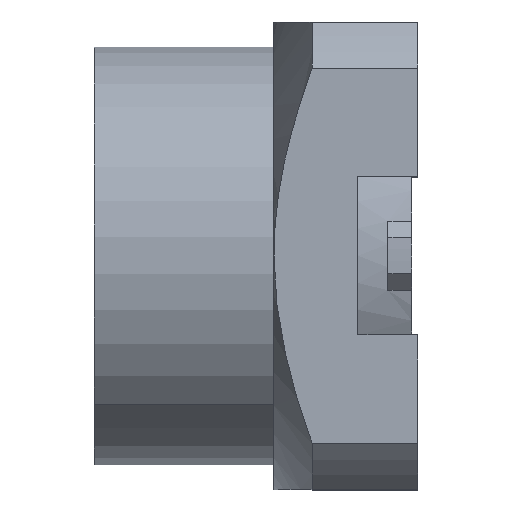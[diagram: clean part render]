
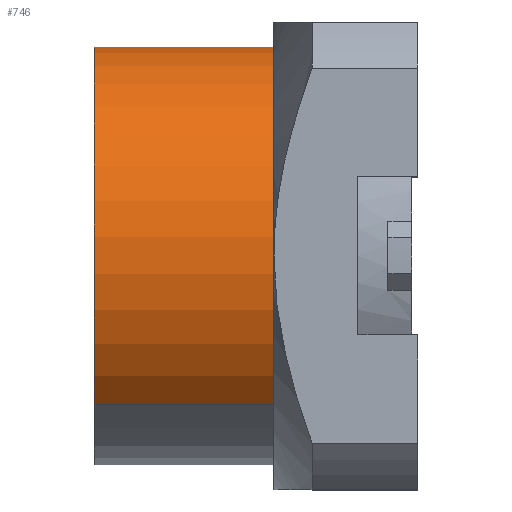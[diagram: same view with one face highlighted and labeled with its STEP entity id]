
A CAD part, top view. The second image highlights one B-rep face of the part: STEP entity #746.
In plain terms, the highlighted cylindrical face has radius 1.778 mm (diameter 3.556 mm), a partial arc.
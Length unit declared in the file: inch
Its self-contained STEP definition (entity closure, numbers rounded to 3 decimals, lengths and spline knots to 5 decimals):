
#6=CARTESIAN_POINT('',(0.,0.,0.));
#7=DIRECTION('',(-1.,0.,0.));
#8=DIRECTION('',(0.,-0.707,0.707));
#9=AXIS2_PLACEMENT_3D('',#6,#7,#8);
#21=DIRECTION('',(1.,0.,0.));
#22=VECTOR('',#21,0.06);
#23=CARTESIAN_POINT('',(0.,0.0495,-0.0495));
#24=LINE('',#23,#22);
#25=DIRECTION('',(1.,0.,0.));
#26=VECTOR('',#25,0.06);
#27=CARTESIAN_POINT('',(0.,-0.0495,0.0495));
#28=LINE('',#27,#26);
#34=CARTESIAN_POINT('',(0.06,0.,0.));
#35=DIRECTION('',(1.,0.,0.));
#36=DIRECTION('',(0.,0.707,-0.707));
#37=AXIS2_PLACEMENT_3D('',#34,#35,#36);
#555=CARTESIAN_POINT('',(0.,0.0495,-0.0495));
#556=CARTESIAN_POINT('',(0.,-0.0495,0.0495));
#557=VERTEX_POINT('',#555);
#558=VERTEX_POINT('',#556);
#559=CARTESIAN_POINT('',(0.06,0.0495,-0.0495));
#560=VERTEX_POINT('',#559);
#561=CARTESIAN_POINT('',(0.06,-0.0495,0.0495));
#562=VERTEX_POINT('',#561);
#734=CARTESIAN_POINT('',(0.08259,0.,0.));
#735=DIRECTION('',(-1.,0.,0.));
#736=DIRECTION('',(0.,0.707,-0.707));
#737=AXIS2_PLACEMENT_3D('',#734,#735,#736);
#738=CYLINDRICAL_SURFACE('',#737,0.07);
#739=ORIENTED_EDGE('',*,*,#708,.T.);
#740=ORIENTED_EDGE('',*,*,#729,.T.);
#742=ORIENTED_EDGE('',*,*,#741,.T.);
#743=ORIENTED_EDGE('',*,*,#725,.F.);
#744=EDGE_LOOP('',(#739,#740,#742,#743));
#745=FACE_OUTER_BOUND('',#744,.F.);
#746=ADVANCED_FACE('',(#745),#738,.T.);
#10=CIRCLE('',#9,0.07);
#38=CIRCLE('',#37,0.07);
#708=EDGE_CURVE('',#558,#557,#10,.T.);
#725=EDGE_CURVE('',#558,#562,#28,.T.);
#729=EDGE_CURVE('',#557,#560,#24,.T.);
#741=EDGE_CURVE('',#560,#562,#38,.T.);
